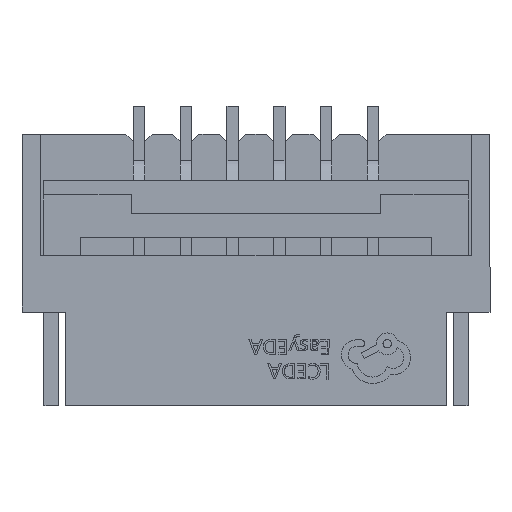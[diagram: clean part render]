
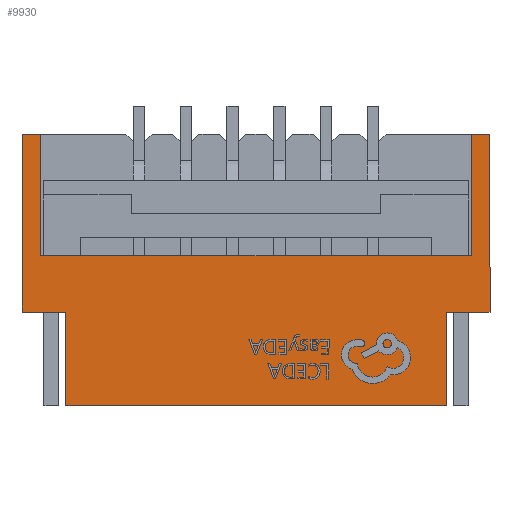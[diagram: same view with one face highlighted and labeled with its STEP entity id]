
A CAD part, top view. The second image highlights one B-rep face of the part: STEP entity #9930.
In plain terms, the highlighted planar face has unit normal (0, 0, 1).
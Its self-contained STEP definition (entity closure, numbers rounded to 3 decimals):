
#581 = ORIENTED_EDGE ( 'NONE', *, *, #23301, .F. ) ;
#633 = VECTOR ( 'NONE', #2347, 1000. ) ;
#655 = DIRECTION ( 'NONE',  ( -1., 0., 0. ) ) ;
#686 = CARTESIAN_POINT ( 'NONE',  ( 3.75, 0.23, 0.9 ) ) ;
#1172 = DIRECTION ( 'NONE',  ( -1., 0., 0. ) ) ;
#1464 = EDGE_CURVE ( 'NONE', #4807, #17243, #22376, .T. ) ;
#1737 = VECTOR ( 'NONE', #24400, 1000. ) ;
#1978 = ORIENTED_EDGE ( 'NONE', *, *, #5230, .F. ) ;
#1983 = VECTOR ( 'NONE', #12096, 1000. ) ;
#2117 = EDGE_CURVE ( 'NONE', #5471, #25907, #19388, .T. ) ;
#2209 = CARTESIAN_POINT ( 'NONE',  ( -1.05, -1.07, 0.9 ) ) ;
#2214 = LINE ( 'NONE', #18743, #5846 ) ;
#2306 = ORIENTED_EDGE ( 'NONE', *, *, #11275, .T. ) ;
#2347 = DIRECTION ( 'NONE',  ( 0., 1., 0. ) ) ;
#2625 = VERTEX_POINT ( 'NONE', #3670 ) ;
#3274 = LINE ( 'NONE', #24234, #9595 ) ;
#3670 = CARTESIAN_POINT ( 'NONE',  ( -0.79, -2.67, 0.9 ) ) ;
#4121 = CARTESIAN_POINT ( 'NONE',  ( -1.25, 0.23, 0.9 ) ) ;
#4270 = ORIENTED_EDGE ( 'NONE', *, *, #1464, .F. ) ;
#4807 = VERTEX_POINT ( 'NONE', #11825 ) ;
#4862 = CARTESIAN_POINT ( 'NONE',  ( -0.79, -1.67, 0.9 ) ) ;
#4968 = LINE ( 'NONE', #13251, #21475 ) ;
#5017 = LINE ( 'NONE', #19941, #14137 ) ;
#5102 = DIRECTION ( 'NONE',  ( 0., 1., 0. ) ) ;
#5230 = EDGE_CURVE ( 'NONE', #14861, #7916, #4968, .T. ) ;
#5471 = VERTEX_POINT ( 'NONE', #14875 ) ;
#5791 = ORIENTED_EDGE ( 'NONE', *, *, #17582, .T. ) ;
#5807 = ORIENTED_EDGE ( 'NONE', *, *, #2117, .T. ) ;
#5832 = CARTESIAN_POINT ( 'NONE',  ( -0.79, -2.67, 0.9 ) ) ;
#5846 = VECTOR ( 'NONE', #25272, 1000. ) ;
#6037 = CARTESIAN_POINT ( 'NONE',  ( -1.25, 0.23, 0.9 ) ) ;
#6231 = EDGE_LOOP ( 'NONE', ( #4270, #25949, #8910, #5791, #2306, #8573, #5807, #16017, #19294, #17479, #1978, #581 ) ) ;
#6653 = VERTEX_POINT ( 'NONE', #4862 ) ;
#7916 = VERTEX_POINT ( 'NONE', #17501 ) ;
#7928 = LINE ( 'NONE', #22645, #10381 ) ;
#8573 = ORIENTED_EDGE ( 'NONE', *, *, #24688, .T. ) ;
#8588 = EDGE_CURVE ( 'NONE', #10389, #23006, #19036, .T. ) ;
#8910 = ORIENTED_EDGE ( 'NONE', *, *, #8588, .T. ) ;
#9136 = CARTESIAN_POINT ( 'NONE',  ( 3.29, -1.67, 0.9 ) ) ;
#9595 = VECTOR ( 'NONE', #11734, 1000. ) ;
#9930 = ADVANCED_FACE ( 'NONE', ( #20960 ), #20806, .T. ) ;
#10381 = VECTOR ( 'NONE', #16354, 1000. ) ;
#10389 = VERTEX_POINT ( 'NONE', #6037 ) ;
#10713 = EDGE_CURVE ( 'NONE', #25907, #19638, #2214, .T. ) ;
#10803 = CARTESIAN_POINT ( 'NONE',  ( 0., 0., 0.9 ) ) ;
#10917 = DIRECTION ( 'NONE',  ( 0., -1., 0. ) ) ;
#10972 = CARTESIAN_POINT ( 'NONE',  ( 3.55, -1.07, 0.9 ) ) ;
#11275 = EDGE_CURVE ( 'NONE', #6653, #2625, #13022, .T. ) ;
#11620 = VECTOR ( 'NONE', #10917, 1000. ) ;
#11734 = DIRECTION ( 'NONE',  ( 0., 1., 0. ) ) ;
#11759 = EDGE_CURVE ( 'NONE', #22341, #7916, #26045, .T. ) ;
#11782 = EDGE_CURVE ( 'NONE', #19638, #22341, #3274, .T. ) ;
#11825 = CARTESIAN_POINT ( 'NONE',  ( -1.05, 0.23, 0.9 ) ) ;
#12096 = DIRECTION ( 'NONE',  ( 0., -1., 0. ) ) ;
#12404 = AXIS2_PLACEMENT_3D ( 'NONE', #10803, #13166, #14832 ) ;
#13022 = LINE ( 'NONE', #13284, #11620 ) ;
#13166 = DIRECTION ( 'NONE',  ( 0., 0., 1. ) ) ;
#13251 = CARTESIAN_POINT ( 'NONE',  ( 3.55, 0.23, 0.9 ) ) ;
#13284 = CARTESIAN_POINT ( 'NONE',  ( -0.79, -1.67, 0.9 ) ) ;
#14137 = VECTOR ( 'NONE', #655, 1000. ) ;
#14832 = DIRECTION ( 'NONE',  ( 1., 0., 0. ) ) ;
#14861 = VERTEX_POINT ( 'NONE', #10972 ) ;
#14875 = CARTESIAN_POINT ( 'NONE',  ( 3.29, -2.67, 0.9 ) ) ;
#16017 = ORIENTED_EDGE ( 'NONE', *, *, #10713, .T. ) ;
#16354 = DIRECTION ( 'NONE',  ( 1., 0., 0. ) ) ;
#17243 = VERTEX_POINT ( 'NONE', #2209 ) ;
#17479 = ORIENTED_EDGE ( 'NONE', *, *, #11759, .T. ) ;
#17501 = CARTESIAN_POINT ( 'NONE',  ( 3.55, 0.23, 0.9 ) ) ;
#17582 = EDGE_CURVE ( 'NONE', #23006, #6653, #21875, .T. ) ;
#18743 = CARTESIAN_POINT ( 'NONE',  ( 3.29, -1.67, 0.9 ) ) ;
#19036 = LINE ( 'NONE', #4121, #24254 ) ;
#19189 = DIRECTION ( 'NONE',  ( 0., -1., 0. ) ) ;
#19294 = ORIENTED_EDGE ( 'NONE', *, *, #11782, .T. ) ;
#19388 = LINE ( 'NONE', #25950, #633 ) ;
#19638 = VERTEX_POINT ( 'NONE', #23918 ) ;
#19941 = CARTESIAN_POINT ( 'NONE',  ( -1.25, 0.23, 0.9 ) ) ;
#20806 = PLANE ( 'NONE',  #12404 ) ;
#20960 = FACE_OUTER_BOUND ( 'NONE', #6231, .T. ) ;
#21475 = VECTOR ( 'NONE', #5102, 1000. ) ;
#21875 = LINE ( 'NONE', #24258, #1737 ) ;
#22341 = VERTEX_POINT ( 'NONE', #686 ) ;
#22376 = LINE ( 'NONE', #26959, #1983 ) ;
#22416 = VECTOR ( 'NONE', #1172, 1000. ) ;
#22645 = CARTESIAN_POINT ( 'NONE',  ( -1.05, -1.07, 0.9 ) ) ;
#23006 = VERTEX_POINT ( 'NONE', #26472 ) ;
#23301 = EDGE_CURVE ( 'NONE', #17243, #14861, #7928, .T. ) ;
#23918 = CARTESIAN_POINT ( 'NONE',  ( 3.75, -1.67, 0.9 ) ) ;
#24234 = CARTESIAN_POINT ( 'NONE',  ( 3.75, 0.23, 0.9 ) ) ;
#24254 = VECTOR ( 'NONE', #19189, 1000. ) ;
#24258 = CARTESIAN_POINT ( 'NONE',  ( -1.25, -1.67, 0.9 ) ) ;
#24376 = CARTESIAN_POINT ( 'NONE',  ( -1.25, 0.23, 0.9 ) ) ;
#24400 = DIRECTION ( 'NONE',  ( 1., 0., 0. ) ) ;
#24598 = EDGE_CURVE ( 'NONE', #4807, #10389, #5017, .T. ) ;
#24688 = EDGE_CURVE ( 'NONE', #2625, #5471, #26372, .T. ) ;
#24841 = DIRECTION ( 'NONE',  ( 1., 0., 0. ) ) ;
#25272 = DIRECTION ( 'NONE',  ( 1., 0., 0. ) ) ;
#25907 = VERTEX_POINT ( 'NONE', #9136 ) ;
#25949 = ORIENTED_EDGE ( 'NONE', *, *, #24598, .T. ) ;
#25950 = CARTESIAN_POINT ( 'NONE',  ( 3.29, -2.67, 0.9 ) ) ;
#26045 = LINE ( 'NONE', #24376, #22416 ) ;
#26372 = LINE ( 'NONE', #5832, #27475 ) ;
#26472 = CARTESIAN_POINT ( 'NONE',  ( -1.25, -1.67, 0.9 ) ) ;
#26959 = CARTESIAN_POINT ( 'NONE',  ( -1.05, 0.23, 0.9 ) ) ;
#27475 = VECTOR ( 'NONE', #24841, 1000. ) ;
